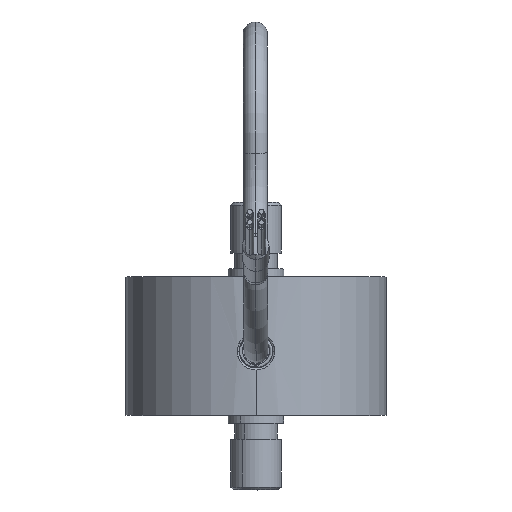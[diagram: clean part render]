
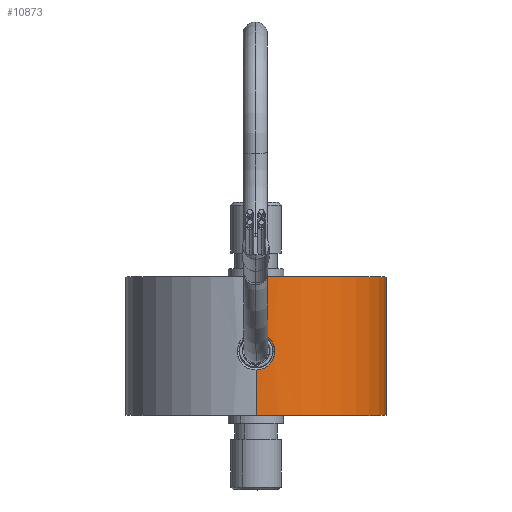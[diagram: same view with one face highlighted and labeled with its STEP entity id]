
A CAD part, top view. The second image highlights one B-rep face of the part: STEP entity #10873.
In plain terms, the highlighted cylindrical face has radius 12.446 mm (diameter 24.892 mm), a partial arc.
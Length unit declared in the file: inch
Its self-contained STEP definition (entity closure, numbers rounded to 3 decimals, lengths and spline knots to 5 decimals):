
#417 = CARTESIAN_POINT ( 'NONE',  ( 0.06318, 0.20879, 0.48591 ) ) ;
#853 = CARTESIAN_POINT ( 'NONE',  ( 0., 0.16968, 0.49 ) ) ;
#907 = ORIENTED_EDGE ( 'NONE', *, *, #8588, .F. ) ;
#1039 = CARTESIAN_POINT ( 'NONE',  ( 0., 0., 0. ) ) ;
#1204 = CARTESIAN_POINT ( 'NONE',  ( 0.01821, 0.30807, 0.48968 ) ) ;
#1407 = DIRECTION ( 'NONE',  ( 0., -1., 0. ) ) ;
#1919 = CARTESIAN_POINT ( 'NONE',  ( 0.01845, 0.17153, 0.48973 ) ) ;
#2106 = DIRECTION ( 'NONE',  ( 0., -1., 0. ) ) ;
#3095 = LINE ( 'NONE', #15765, #3997 ) ;
#3193 = CARTESIAN_POINT ( 'NONE',  ( 0., 0.16968, 0.49 ) ) ;
#3327 = CARTESIAN_POINT ( 'NONE',  ( 0.04322, 0.18378, 0.48813 ) ) ;
#3338 = CARTESIAN_POINT ( 'NONE',  ( 0., 0., 0. ) ) ;
#3503 = ORIENTED_EDGE ( 'NONE', *, *, #17516, .T. ) ;
#3645 = EDGE_CURVE ( 'NONE', #5098, #9059, #5686, .T. ) ;
#3705 = CARTESIAN_POINT ( 'NONE',  ( 0.06986, 0.23077, 0.485 ) ) ;
#3997 = VECTOR ( 'NONE', #1407, 39.37008 ) ;
#4129 = CARTESIAN_POINT ( 'NONE',  ( 0.03522, 0.30103, 0.48875 ) ) ;
#4222 = CARTESIAN_POINT ( 'NONE',  ( 0., 0.52, -0.49 ) ) ;
#4652 = LINE ( 'NONE', #17775, #18342 ) ;
#4726 = CARTESIAN_POINT ( 'NONE',  ( 0., 0.31031, 0.49 ) ) ;
#4738 = CARTESIAN_POINT ( 'NONE',  ( 0.05591, 0.19711, 0.48681 ) ) ;
#5011 = ORIENTED_EDGE ( 'NONE', *, *, #12450, .T. ) ;
#5092 = CARTESIAN_POINT ( 'NONE',  ( 0.07031, 0.24, 0.48493 ) ) ;
#5098 = VERTEX_POINT ( 'NONE', #4726 ) ;
#5313 = VERTEX_POINT ( 'NONE', #18536 ) ;
#5686 = B_SPLINE_CURVE_WITH_KNOTS ( 'NONE', 3,
 ( #6663, #16602, #6940, #1204, #9460, #8150, #4129, #12368, #8332, #14038, #12648, #11229, #9751, #13847 ),
 .UNSPECIFIED., .F., .F.,
 ( 4, 2, 2, 2, 2, 2, 4 ),
 ( 0.00839, 0.00874, 0.00909, 0.00943, 0.00978, 0.01048, 0.01118 ),
 .UNSPECIFIED. ) ;
#6182 = VERTEX_POINT ( 'NONE', #9279 ) ;
#6437 = EDGE_LOOP ( 'NONE', ( #8117, #17229, #15723, #3503, #5011, #907, #12923 ) ) ;
#6663 = CARTESIAN_POINT ( 'NONE',  ( 0., 0.31031, 0.49 ) ) ;
#6858 = DIRECTION ( 'NONE',  ( 0., 0., -1. ) ) ;
#6940 = CARTESIAN_POINT ( 'NONE',  ( 0.00921, 0.30986, 0.48993 ) ) ;
#7523 = CIRCLE ( 'NONE', #9914, 0.49 ) ;
#7640 = CARTESIAN_POINT ( 'NONE',  ( 0.00919, 0.16969, 0.49 ) ) ;
#7672 = CARTESIAN_POINT ( 'NONE',  ( 0., 0.52, 0. ) ) ;
#8117 = ORIENTED_EDGE ( 'NONE', *, *, #12617, .T. ) ;
#8150 = CARTESIAN_POINT ( 'NONE',  ( 0.03118, 0.30319, 0.48903 ) ) ;
#8259 = DIRECTION ( 'NONE',  ( 0., -1., 0. ) ) ;
#8332 = CARTESIAN_POINT ( 'NONE',  ( 0.04647, 0.29297, 0.4878 ) ) ;
#8511 = CARTESIAN_POINT ( 'NONE',  ( 0., 0., 0.49 ) ) ;
#8588 = EDGE_CURVE ( 'NONE', #6182, #5313, #7523, .T. ) ;
#9059 = VERTEX_POINT ( 'NONE', #12413 ) ;
#9228 = VERTEX_POINT ( 'NONE', #13622 ) ;
#9279 = CARTESIAN_POINT ( 'NONE',  ( 0., 0., -0.49 ) ) ;
#9289 = CYLINDRICAL_SURFACE ( 'NONE', #14157, 0.49 ) ;
#9460 = CARTESIAN_POINT ( 'NONE',  ( 0.02268, 0.30672, 0.48949 ) ) ;
#9751 = CARTESIAN_POINT ( 'NONE',  ( 0.07032, 0.2493, 0.48493 ) ) ;
#9914 = AXIS2_PLACEMENT_3D ( 'NONE', #3338, #10361, #16002 ) ;
#9974 = EDGE_CURVE ( 'NONE', #9228, #5098, #4652, .T. ) ;
#10361 = DIRECTION ( 'NONE',  ( 0., -1., 0. ) ) ;
#10439 = CARTESIAN_POINT ( 'NONE',  ( 0.05294, 0.1935, 0.48714 ) ) ;
#10801 = CARTESIAN_POINT ( 'NONE',  ( 0.07031, 0.23535, 0.48493 ) ) ;
#10873 = ADVANCED_FACE ( 'NONE', ( #15028 ), #9289, .T. ) ;
#11229 = CARTESIAN_POINT ( 'NONE',  ( 0.06844, 0.25854, 0.48521 ) ) ;
#11385 = VERTEX_POINT ( 'NONE', #3193 ) ;
#11397 = EDGE_CURVE ( 'NONE', #18204, #6182, #3095, .T. ) ;
#12368 = CARTESIAN_POINT ( 'NONE',  ( 0.04286, 0.29593, 0.48814 ) ) ;
#12376 = B_SPLINE_CURVE_WITH_KNOTS ( 'NONE', 3,
 ( #5092, #10801, #3705, #14663, #13247, #417, #17592, #4738, #10439, #3327, #14766, #1919, #7640, #853 ),
 .UNSPECIFIED., .F., .F.,
 ( 4, 2, 2, 2, 2, 2, 4 ),
 ( 0., 0.00035, 0.0007, 0.00105, 0.0014, 0.0021, 0.0028 ),
 .UNSPECIFIED. ) ;
#12413 = CARTESIAN_POINT ( 'NONE',  ( 0.07031, 0.24, 0.48493 ) ) ;
#12450 = EDGE_CURVE ( 'NONE', #11385, #5313, #12907, .T. ) ;
#12617 = EDGE_CURVE ( 'NONE', #18204, #9228, #15710, .T. ) ;
#12648 = CARTESIAN_POINT ( 'NONE',  ( 0.06142, 0.27544, 0.48615 ) ) ;
#12907 = LINE ( 'NONE', #8511, #18082 ) ;
#12923 = ORIENTED_EDGE ( 'NONE', *, *, #11397, .F. ) ;
#13247 = CARTESIAN_POINT ( 'NONE',  ( 0.06671, 0.2173, 0.48544 ) ) ;
#13622 = CARTESIAN_POINT ( 'NONE',  ( 0., 0.52, 0.49 ) ) ;
#13642 = DIRECTION ( 'NONE',  ( 0., 0., -1. ) ) ;
#13847 = CARTESIAN_POINT ( 'NONE',  ( 0.07031, 0.24, 0.48493 ) ) ;
#14038 = CARTESIAN_POINT ( 'NONE',  ( 0.05618, 0.28327, 0.48681 ) ) ;
#14157 = AXIS2_PLACEMENT_3D ( 'NONE', #1039, #8259, #6858 ) ;
#14663 = CARTESIAN_POINT ( 'NONE',  ( 0.06807, 0.22177, 0.48525 ) ) ;
#14766 = CARTESIAN_POINT ( 'NONE',  ( 0.03538, 0.17855, 0.48879 ) ) ;
#15028 = FACE_OUTER_BOUND ( 'NONE', #6437, .T. ) ;
#15710 = CIRCLE ( 'NONE', #17209, 0.49 ) ;
#15723 = ORIENTED_EDGE ( 'NONE', *, *, #3645, .T. ) ;
#15765 = CARTESIAN_POINT ( 'NONE',  ( 0., 0., -0.49 ) ) ;
#16002 = DIRECTION ( 'NONE',  ( 0., 0., -1. ) ) ;
#16474 = DIRECTION ( 'NONE',  ( 0., -1., 0. ) ) ;
#16602 = CARTESIAN_POINT ( 'NONE',  ( 0.00465, 0.31032, 0.49 ) ) ;
#17063 = DIRECTION ( 'NONE',  ( 0., -1., 0. ) ) ;
#17209 = AXIS2_PLACEMENT_3D ( 'NONE', #7672, #16474, #13642 ) ;
#17229 = ORIENTED_EDGE ( 'NONE', *, *, #9974, .T. ) ;
#17516 = EDGE_CURVE ( 'NONE', #9059, #11385, #12376, .T. ) ;
#17592 = CARTESIAN_POINT ( 'NONE',  ( 0.06102, 0.20475, 0.48619 ) ) ;
#17775 = CARTESIAN_POINT ( 'NONE',  ( 0., 0., 0.49 ) ) ;
#18082 = VECTOR ( 'NONE', #17063, 39.37008 ) ;
#18204 = VERTEX_POINT ( 'NONE', #4222 ) ;
#18342 = VECTOR ( 'NONE', #2106, 39.37008 ) ;
#18536 = CARTESIAN_POINT ( 'NONE',  ( 0., 0., 0.49 ) ) ;
